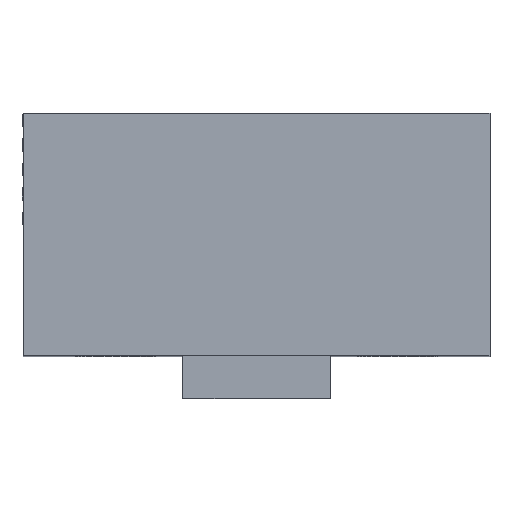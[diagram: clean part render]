
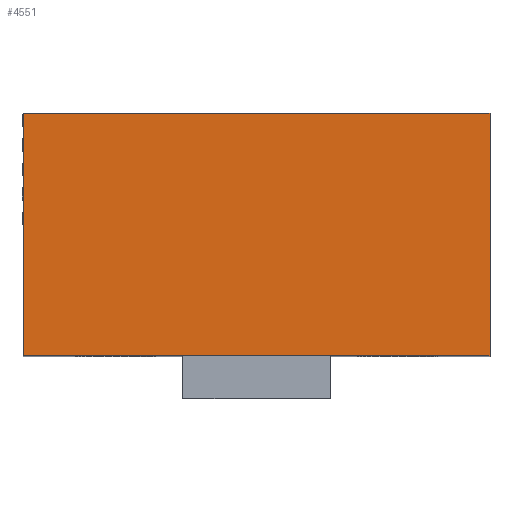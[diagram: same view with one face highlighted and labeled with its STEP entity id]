
A CAD part, top view. The second image highlights one B-rep face of the part: STEP entity #4551.
In plain terms, the highlighted planar face has unit normal (0, 0, 1).
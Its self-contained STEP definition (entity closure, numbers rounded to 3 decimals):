
#324 = ORIENTED_EDGE ( 'NONE', *, *, #3068, .T. ) ;
#485 = DIRECTION ( 'NONE',  ( 1., 0., 0. ) ) ;
#501 = PLANE ( 'NONE',  #4542 ) ;
#585 = DIRECTION ( 'NONE',  ( 0., 1., 0. ) ) ;
#896 = DIRECTION ( 'NONE',  ( 0., 0., 1. ) ) ;
#1019 = CARTESIAN_POINT ( 'NONE',  ( 38., 6.9, 62.2 ) ) ;
#1117 = CARTESIAN_POINT ( 'NONE',  ( 38., 46.4, 62.2 ) ) ;
#1214 = DIRECTION ( 'NONE',  ( 1., 0., 0. ) ) ;
#1235 = CARTESIAN_POINT ( 'NONE',  ( -38., 6.9, 62.2 ) ) ;
#1349 = LINE ( 'NONE', #1235, #3510 ) ;
#1378 = CARTESIAN_POINT ( 'NONE',  ( 38., 6.9, 62.2 ) ) ;
#1463 = DIRECTION ( 'NONE',  ( -1., 0., 0. ) ) ;
#1836 = VERTEX_POINT ( 'NONE', #3377 ) ;
#1859 = FACE_OUTER_BOUND ( 'NONE', #1870, .T. ) ;
#1870 = EDGE_LOOP ( 'NONE', ( #324, #3699, #3703, #2574 ) ) ;
#1903 = VERTEX_POINT ( 'NONE', #2975 ) ;
#1913 = LINE ( 'NONE', #2952, #4777 ) ;
#2008 = EDGE_CURVE ( 'NONE', #1836, #2346, #1349, .T. ) ;
#2270 = DIRECTION ( 'NONE',  ( 0., -1., 0. ) ) ;
#2346 = VERTEX_POINT ( 'NONE', #1378 ) ;
#2388 = EDGE_CURVE ( 'NONE', #2346, #2539, #3915, .T. ) ;
#2502 = LINE ( 'NONE', #2998, #4311 ) ;
#2539 = VERTEX_POINT ( 'NONE', #1117 ) ;
#2574 = ORIENTED_EDGE ( 'NONE', *, *, #2388, .T. ) ;
#2808 = VECTOR ( 'NONE', #585, 1000. ) ;
#2952 = CARTESIAN_POINT ( 'NONE',  ( 38., 46.4, 62.2 ) ) ;
#2975 = CARTESIAN_POINT ( 'NONE',  ( -38., 46.4, 62.2 ) ) ;
#2998 = CARTESIAN_POINT ( 'NONE',  ( -38., 6.9, 62.2 ) ) ;
#3068 = EDGE_CURVE ( 'NONE', #2539, #1903, #1913, .T. ) ;
#3162 = CARTESIAN_POINT ( 'NONE',  ( -38., 6.9, 62.2 ) ) ;
#3377 = CARTESIAN_POINT ( 'NONE',  ( -38., 6.9, 62.2 ) ) ;
#3388 = EDGE_CURVE ( 'NONE', #1903, #1836, #2502, .T. ) ;
#3510 = VECTOR ( 'NONE', #1214, 1000. ) ;
#3699 = ORIENTED_EDGE ( 'NONE', *, *, #3388, .T. ) ;
#3703 = ORIENTED_EDGE ( 'NONE', *, *, #2008, .T. ) ;
#3915 = LINE ( 'NONE', #1019, #2808 ) ;
#4311 = VECTOR ( 'NONE', #2270, 1000. ) ;
#4542 = AXIS2_PLACEMENT_3D ( 'NONE', #3162, #896, #485 ) ;
#4551 = ADVANCED_FACE ( 'NONE', ( #1859 ), #501, .T. ) ;
#4777 = VECTOR ( 'NONE', #1463, 1000. ) ;
